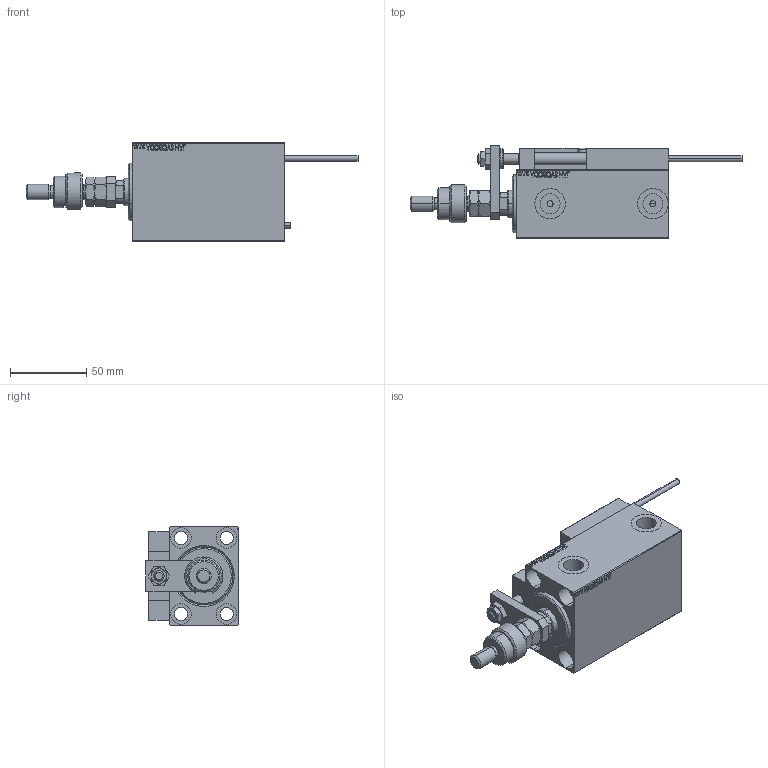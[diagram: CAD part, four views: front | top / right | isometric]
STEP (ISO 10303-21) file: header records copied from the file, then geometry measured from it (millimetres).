
FILE_DESCRIPTION (( 'STEP AP203' ), '1' );
FILE_NAME ('acd7.STEP', '2021-04-20T13:01:39', ( '' ), ( '' ), 'SwSTEP 2.0', 'SolidWorks 2019', '' );
FILE_SCHEMA (( 'CONFIG_CONTROL_DESIGN' ));
Length unit declared in the file: millimetre
Products named in the file (19): V450CM_C_VCP 80ec7e9a52f3872b158848383c842650; MAGNET 80ec7e9a52f3872b158848383c842650; X_Y_DFA 80ec7e9a52f3872b158848383c842650; acd7; Block 80ec7e9a52f3872b158848383c842650; ZARAZKA 80ec7e9a52f3872b158848383c842650; NUT_D12 80ec7e9a52f3872b158848383c842650; TYC_L79 80ec7e9a52f3872b158848383c842650; V450CM_VC_B 80ec7e9a52f3872b158848383c842650; ALLEN BOLT D5 80ec7e9a52f3872b158848383c842650; V450CM_C 80ec7e9a52f3872b158848383c842650; SWITCH X 80ec7e9a52f3872b158848383c842650; SWITCH_X_FRONT_BACK 80ec7e9a52f3872b158848383c842650; MFA 80ec7e9a52f3872b158848383c842650; SWITCH DIM B,W 80ec7e9a52f3872b158848383c842650; KONCOVKA 80ec7e9a52f3872b158848383c842650; NUT_D10 80ec7e9a52f3872b158848383c842650; ALLEN BOLT D8 80ec7e9a52f3872b158848383c842650; FEMALE_PART_FOR_DFA 80ec7e9a52f3872b158848383c842650
Assembly tree (28 placements, depth 3):
  acd7
    V450CM_C 80ec7e9a52f3872b158848383c842650
    SWITCH X 80ec7e9a52f3872b158848383c842650
      SWITCH_X_FRONT_BACK 80ec7e9a52f3872b158848383c842650  x2
      TYC_L79 80ec7e9a52f3872b158848383c842650
      Block 80ec7e9a52f3872b158848383c842650  x2
      ALLEN BOLT D5 80ec7e9a52f3872b158848383c842650  x4
      ALLEN BOLT D8 80ec7e9a52f3872b158848383c842650  x4
      MAGNET 80ec7e9a52f3872b158848383c842650  x2
      KONCOVKA 80ec7e9a52f3872b158848383c842650  x2
    NUT_D12 80ec7e9a52f3872b158848383c842650
    SWITCH DIM B,W 80ec7e9a52f3872b158848383c842650
    ZARAZKA 80ec7e9a52f3872b158848383c842650
    NUT_D10 80ec7e9a52f3872b158848383c842650
    V450CM_C_VCP 80ec7e9a52f3872b158848383c842650
    V450CM_VC_B 80ec7e9a52f3872b158848383c842650
    X_Y_DFA 80ec7e9a52f3872b158848383c842650
      FEMALE_PART_FOR_DFA 80ec7e9a52f3872b158848383c842650
      MFA 80ec7e9a52f3872b158848383c842650
Bounding box: 218 x 60.5 x 65 mm (x, y, z)
Volume: 306608.8 mm3; surface area: 92262.6 mm2
Topology: 26 solids, 26 shells, 1401 faces, 3334 edges, 2118 vertices
Faces by surface type: plane 601, bspline 380, cylinder 215, cone 153, torus 48, sphere 4
Entity records: 54350 total; most frequent: CARTESIAN_POINT 27083, ORIENTED_EDGE 5688, DIRECTION 3999, EDGE_CURVE 2844, VERTEX_POINT 1842, VECTOR 1575, LINE 1575, EDGE_LOOP 1322
